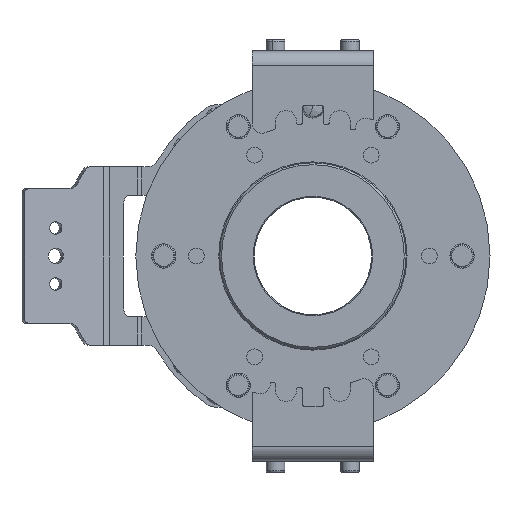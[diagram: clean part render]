
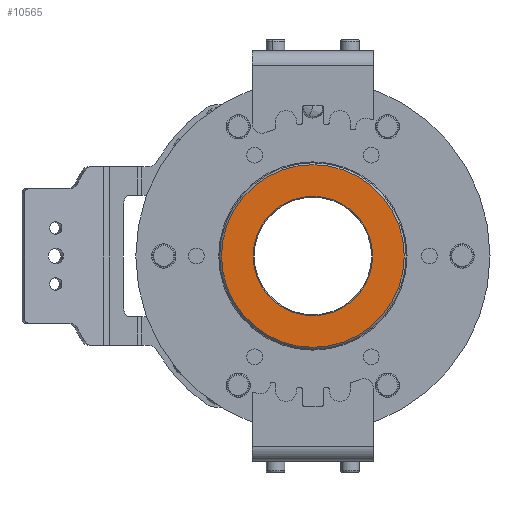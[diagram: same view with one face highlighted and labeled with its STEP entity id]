
A CAD part, left-side view. The second image highlights one B-rep face of the part: STEP entity #10565.
In plain terms, the highlighted planar face has unit normal (-1, 0, 0).
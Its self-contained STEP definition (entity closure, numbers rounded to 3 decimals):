
#15 = CARTESIAN_POINT ( 'NONE',  ( 1664., 0., 2105. ) ) ;
#21 = VERTEX_POINT ( 'NONE', #10744 ) ;
#347 = CARTESIAN_POINT ( 'NONE',  ( 1664., 0., 2105. ) ) ;
#615 = DIRECTION ( 'NONE',  ( 0., 0., 1. ) ) ;
#820 = ORIENTED_EDGE ( 'NONE', *, *, #16247, .T. ) ;
#1125 = EDGE_CURVE ( 'NONE', #2635, #7220, #11963, .T. ) ;
#1540 = DIRECTION ( 'NONE',  ( 0., 0., 1. ) ) ;
#1831 = DIRECTION ( 'NONE',  ( 0., 0., 1. ) ) ;
#1866 = DIRECTION ( 'NONE',  ( 0., 0., 1. ) ) ;
#1916 = CIRCLE ( 'NONE', #9435, 49. ) ;
#2635 = VERTEX_POINT ( 'NONE', #16176 ) ;
#2701 = FACE_BOUND ( 'NONE', #5077, .T. ) ;
#3298 = EDGE_CURVE ( 'NONE', #7220, #2635, #17605, .T. ) ;
#3498 = EDGE_CURVE ( 'NONE', #21, #19707, #18762, .T. ) ;
#4135 = AXIS2_PLACEMENT_3D ( 'NONE', #12397, #10947, #1831 ) ;
#5077 = EDGE_LOOP ( 'NONE', ( #5985, #17307 ) ) ;
#5511 = EDGE_LOOP ( 'NONE', ( #820, #17722 ) ) ;
#5985 = ORIENTED_EDGE ( 'NONE', *, *, #1125, .T. ) ;
#6614 = DIRECTION ( 'NONE',  ( 1., 0., 0. ) ) ;
#7220 = VERTEX_POINT ( 'NONE', #16392 ) ;
#9435 = AXIS2_PLACEMENT_3D ( 'NONE', #347, #10983, #1866 ) ;
#9722 = DIRECTION ( 'NONE',  ( -1., 0., 0. ) ) ;
#10321 = FACE_OUTER_BOUND ( 'NONE', #5511, .T. ) ;
#10565 = ADVANCED_FACE ( 'NONE', ( #10321, #2701 ), #18499, .T. ) ;
#10654 = DIRECTION ( 'NONE',  ( 1., 0., 0. ) ) ;
#10744 = CARTESIAN_POINT ( 'NONE',  ( 1664., 0., 2154. ) ) ;
#10947 = DIRECTION ( 'NONE',  ( -1., 0., 0. ) ) ;
#10983 = DIRECTION ( 'NONE',  ( -1., 0., 0. ) ) ;
#11963 = CIRCLE ( 'NONE', #14169, 32. ) ;
#12397 = CARTESIAN_POINT ( 'NONE',  ( 1664., 0., 2105. ) ) ;
#14169 = AXIS2_PLACEMENT_3D ( 'NONE', #15676, #6614, #17223 ) ;
#14470 = AXIS2_PLACEMENT_3D ( 'NONE', #15, #10654, #1540 ) ;
#15676 = CARTESIAN_POINT ( 'NONE',  ( 1664., 0., 2105. ) ) ;
#16148 = AXIS2_PLACEMENT_3D ( 'NONE', #18800, #9722, #615 ) ;
#16176 = CARTESIAN_POINT ( 'NONE',  ( 1664., 0., 2137. ) ) ;
#16247 = EDGE_CURVE ( 'NONE', #19707, #21, #1916, .T. ) ;
#16392 = CARTESIAN_POINT ( 'NONE',  ( 1664., 0., 2073. ) ) ;
#17112 = CARTESIAN_POINT ( 'NONE',  ( 1664., 0., 2056. ) ) ;
#17223 = DIRECTION ( 'NONE',  ( 0., 0., 1. ) ) ;
#17307 = ORIENTED_EDGE ( 'NONE', *, *, #3298, .T. ) ;
#17605 = CIRCLE ( 'NONE', #14470, 32. ) ;
#17722 = ORIENTED_EDGE ( 'NONE', *, *, #3498, .T. ) ;
#18499 = PLANE ( 'NONE',  #4135 ) ;
#18762 = CIRCLE ( 'NONE', #16148, 49. ) ;
#18800 = CARTESIAN_POINT ( 'NONE',  ( 1664., 0., 2105. ) ) ;
#19707 = VERTEX_POINT ( 'NONE', #17112 ) ;
